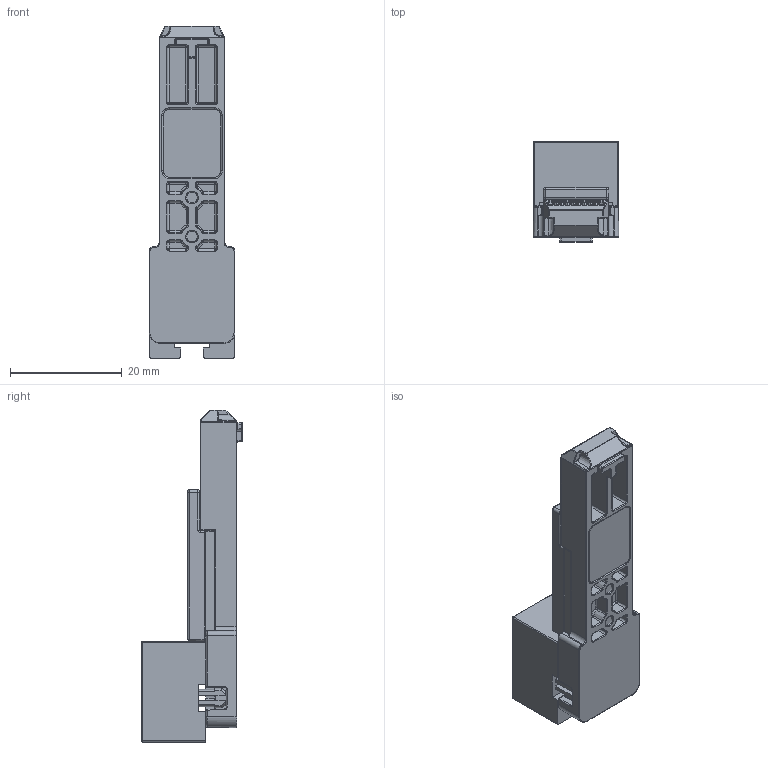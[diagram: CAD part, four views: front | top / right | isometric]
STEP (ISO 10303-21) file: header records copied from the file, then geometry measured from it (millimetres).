
FILE_DESCRIPTION (( 'STEP AP214' ), '1' );
FILE_NAME ('MOD-2112142~-a.STEP', '2017-05-15T13:30:52', ( 'first' ), ( 'Hewlett-Packard Company' ), 'SwSTEP 2.0', 'SolidWorks 2015', '' );
FILE_SCHEMA (( 'AUTOMOTIVE_DESIGN' ));
Length unit declared in the file: millimetre
Products named in the file (1): MOD-2112142~-a
Bounding box: 15.37 x 18.1 x 59.54 mm (x, y, z)
Volume: 5971.8 mm3; surface area: 8390.2 mm2
Topology: 16 solids, 16 shells, 2382 faces, 5994 edges, 3517 vertices
Faces by surface type: bspline 881, cylinder 687, plane 612, cone 135, torus 67
Entity records: 97829 total; most frequent: CARTESIAN_POINT 46587, ORIENTED_EDGE 11626, DIRECTION 8966, EDGE_CURVE 5813, VERTEX_POINT 3517, AXIS2_PLACEMENT_3D 3237, VECTOR 2492, LINE 2492
